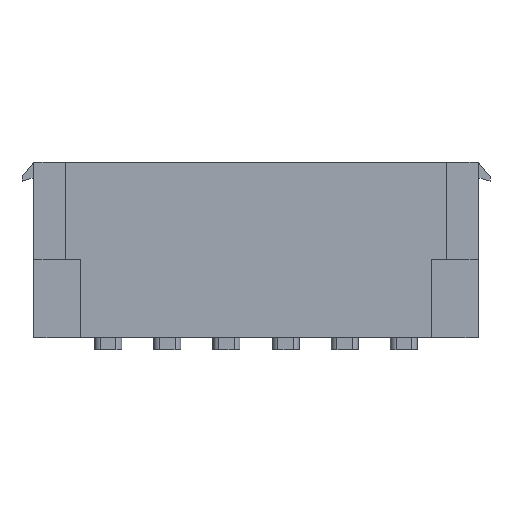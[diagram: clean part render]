
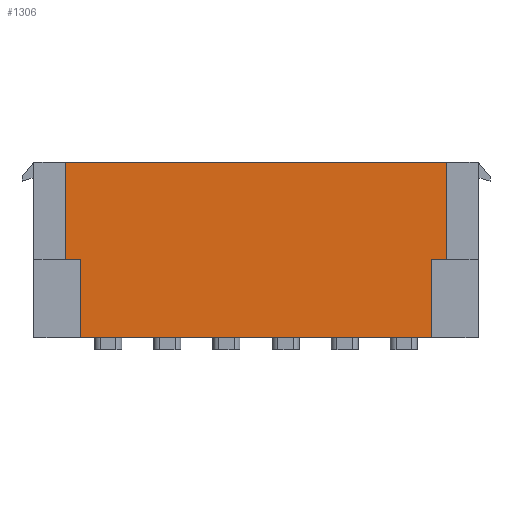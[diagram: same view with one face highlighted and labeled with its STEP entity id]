
A CAD part, front view. The second image highlights one B-rep face of the part: STEP entity #1306.
In plain terms, the highlighted face is planar.
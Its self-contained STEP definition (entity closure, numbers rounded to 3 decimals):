
#1306 = ADVANCED_FACE( '', ( #2931 ), #2932, .F. );
#2931 = FACE_OUTER_BOUND( '', #4902, .T. );
#2932 = PLANE( '', #4903 );
#4902 = EDGE_LOOP( '', ( #8884, #8885, #8886, #8887, #8888, #8889, #8890, #8891 ) );
#4903 = AXIS2_PLACEMENT_3D( '', #8892, #8893, #8894 );
#8884 = ORIENTED_EDGE( '', *, *, #13245, .T. );
#8885 = ORIENTED_EDGE( '', *, *, #13579, .T. );
#8886 = ORIENTED_EDGE( '', *, *, #14011, .T. );
#8887 = ORIENTED_EDGE( '', *, *, #12846, .F. );
#8888 = ORIENTED_EDGE( '', *, *, #14012, .T. );
#8889 = ORIENTED_EDGE( '', *, *, #14013, .T. );
#8890 = ORIENTED_EDGE( '', *, *, #12923, .F. );
#8891 = ORIENTED_EDGE( '', *, *, #13096, .T. );
#8892 = CARTESIAN_POINT( '', ( 16.11, 12.45, 14.81 ) );
#8893 = DIRECTION( '', ( 0., -1., 0. ) );
#8894 = DIRECTION( '', ( 0., 0., -1. ) );
#12846 = EDGE_CURVE( '', #15761, #15764, #15765, .T. );
#12923 = EDGE_CURVE( '', #15898, #15900, #15901, .T. );
#13096 = EDGE_CURVE( '', #15898, #16193, #16195, .T. );
#13245 = EDGE_CURVE( '', #16193, #16439, #16441, .T. );
#13579 = EDGE_CURVE( '', #16439, #16969, #16971, .T. );
#14011 = EDGE_CURVE( '', #16969, #15764, #17612, .T. );
#14012 = EDGE_CURVE( '', #15761, #17613, #17614, .T. );
#14013 = EDGE_CURVE( '', #17613, #15900, #17615, .T. );
#15761 = VERTEX_POINT( '', #19925 );
#15764 = VERTEX_POINT( '', #19929 );
#15765 = LINE( '', #19930, #19931 );
#15898 = VERTEX_POINT( '', #20130 );
#15900 = VERTEX_POINT( '', #20133 );
#15901 = LINE( '', #20134, #20135 );
#16193 = VERTEX_POINT( '', #20548 );
#16195 = LINE( '', #20551, #20552 );
#16439 = VERTEX_POINT( '', #20912 );
#16441 = LINE( '', #20915, #20916 );
#16969 = VERTEX_POINT( '', #21693 );
#16971 = LINE( '', #21696, #21697 );
#17612 = LINE( '', #22659, #22660 );
#17613 = VERTEX_POINT( '', #22661 );
#17614 = LINE( '', #22662, #22663 );
#17615 = LINE( '', #22664, #22665 );
#19925 = CARTESIAN_POINT( '', ( -16.11, 12.45, 8.21 ) );
#19929 = CARTESIAN_POINT( '', ( -16.11, 12.45, 0. ) );
#19930 = CARTESIAN_POINT( '', ( -16.11, 12.45, 14.81 ) );
#19931 = VECTOR( '', #24730, 1000. );
#20130 = CARTESIAN_POINT( '', ( 14.84, 12.45, 14.81 ) );
#20133 = CARTESIAN_POINT( '', ( -14.84, 12.45, 14.81 ) );
#20134 = CARTESIAN_POINT( '', ( 16.11, 12.45, 14.81 ) );
#20135 = VECTOR( '', #24804, 1000. );
#20548 = CARTESIAN_POINT( '', ( 14.84, 12.45, 8.21 ) );
#20551 = CARTESIAN_POINT( '', ( 14.84, 12.45, 14.81 ) );
#20552 = VECTOR( '', #24975, 1000. );
#20912 = CARTESIAN_POINT( '', ( 16.11, 12.45, 8.21 ) );
#20915 = CARTESIAN_POINT( '', ( 14.84, 12.45, 8.21 ) );
#20916 = VECTOR( '', #25114, 1000. );
#21693 = CARTESIAN_POINT( '', ( 16.11, 12.45, 0. ) );
#21696 = CARTESIAN_POINT( '', ( 16.11, 12.45, 14.81 ) );
#21697 = VECTOR( '', #25419, 1000. );
#22659 = CARTESIAN_POINT( '', ( 16.11, 12.45, 0. ) );
#22660 = VECTOR( '', #25819, 1000. );
#22661 = CARTESIAN_POINT( '', ( -14.84, 12.45, 8.21 ) );
#22662 = CARTESIAN_POINT( '', ( -18.78, 12.45, 8.21 ) );
#22663 = VECTOR( '', #25820, 1000. );
#22664 = CARTESIAN_POINT( '', ( -14.84, 12.45, 8.21 ) );
#22665 = VECTOR( '', #25821, 1000. );
#24730 = DIRECTION( '', ( 0., 0., -1. ) );
#24804 = DIRECTION( '', ( -1., 0., 0. ) );
#24975 = DIRECTION( '', ( 0., 0., -1. ) );
#25114 = DIRECTION( '', ( 1., 0., 0. ) );
#25419 = DIRECTION( '', ( 0., 0., -1. ) );
#25819 = DIRECTION( '', ( -1., 0., 0. ) );
#25820 = DIRECTION( '', ( 1., 0., 0. ) );
#25821 = DIRECTION( '', ( 0., 0., 1. ) );
